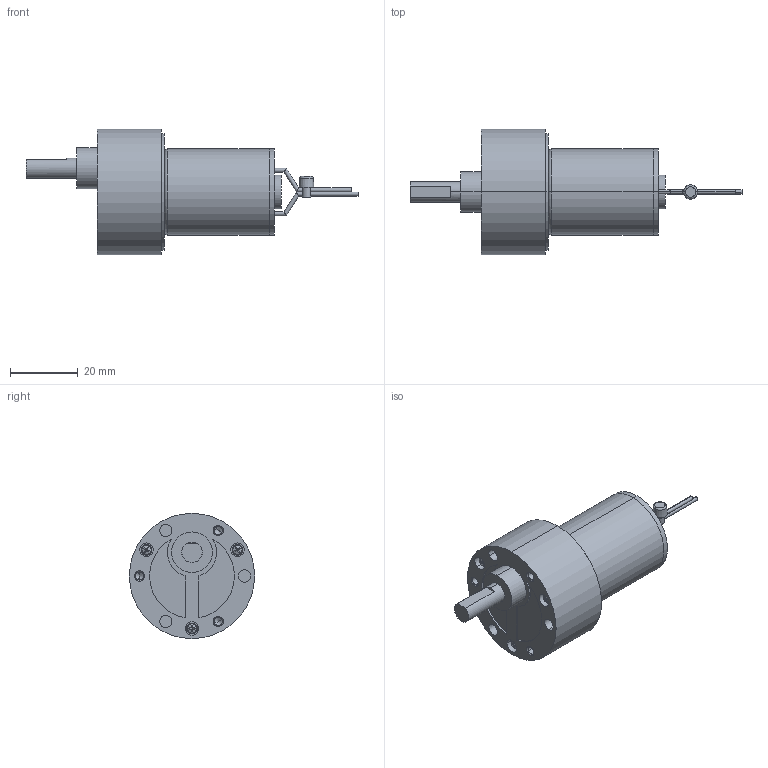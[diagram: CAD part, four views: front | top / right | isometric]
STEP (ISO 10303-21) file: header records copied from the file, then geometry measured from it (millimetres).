
FILE_DESCRIPTION(('starvars output'),'2;1');
FILE_NAME('25b36g18-30.stp','13:22:24 2014/09/10',( 'Thomas Industrial Network Germany GmbH'),( 'Thomas Industrial Network Germany GmbH'),'unknown preprocess','ACIS' ,'unknown authorization');
FILE_SCHEMA(('AUTOMOTIVE_DESIGN_CC2 {UNKNOWN IMPLEMENTATION LEVEL}'));
Length unit declared in the file: millimetre
Products named in the file (1): PRODUCT_ID_20
Bounding box: 98.02 x 37 x 37 mm (x, y, z)
Volume: 38601.3 mm3; surface area: 8475.6 mm2
Topology: 2 solids, 4 shells, 177 faces, 396 edges, 242 vertices
Faces by surface type: plane 69, cylinder 58, cone 30, torus 14, bspline 6
Entity records: 5945 total; most frequent: CARTESIAN_POINT 1157, ORIENTED_EDGE 772, DIRECTION 548, EDGE_CURVE 386, VERTEX_POINT 242, EDGE_LOOP 204, FACE_BOUND 204, AXIS2_PLACEMENT_3D 200
